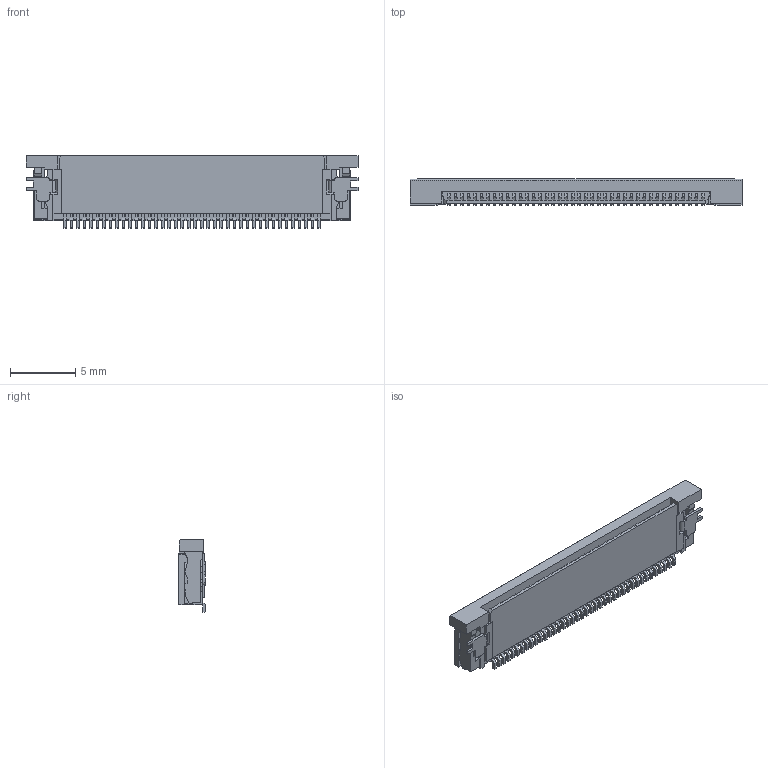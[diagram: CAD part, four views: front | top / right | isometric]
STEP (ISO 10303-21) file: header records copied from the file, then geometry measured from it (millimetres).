
FILE_DESCRIPTION(/* description */ ('STEP AP242','CAx-IF Rec.Pracs.---Representation and Presentation of Product Manufacturing Information (PMI)---4.0---2014-10-13','CAx-IF Rec.Pracs.---3D Tessellated Geometry---0.4---2014-09-14','2;1'),/* implementation_level */ '2;1');
FILE_NAME(/* name */ '66e02042d4bfc3161647dae2',/* time_stamp */ '2024-09-10T10:32:37Z',/* author */ (''),/* organization */ (''),/* preprocessor_version */ 'ST-DEVELOPER v20',/* originating_system */ ' ',/* authorisation */ ' ');
FILE_SCHEMA (('AP242_MANAGED_MODEL_BASED_3D_ENGINEERING_MIM_LF { 1 0 10303 442 1 1 4 }'));
Products named in the file (1): 541324033
Bounding box: 25.5 x 2.05 x 5.6 mm (x, y, z)
Volume: 182.9 mm3; surface area: 1077.7 mm2
Topology: 1 solids, 1 shells, 2309 faces, 6613 edges, 4364 vertices
Faces by surface type: plane 2139, cylinder 170
Entity records: 84256 total; most frequent: CARTESIAN_POINT 13287, ORIENTED_EDGE 13226, DIRECTION 11581, EDGE_CURVE 6613, LINE 6265, VECTOR 6265, VERTEX_POINT 4364, AXIS2_PLACEMENT_3D 2658
